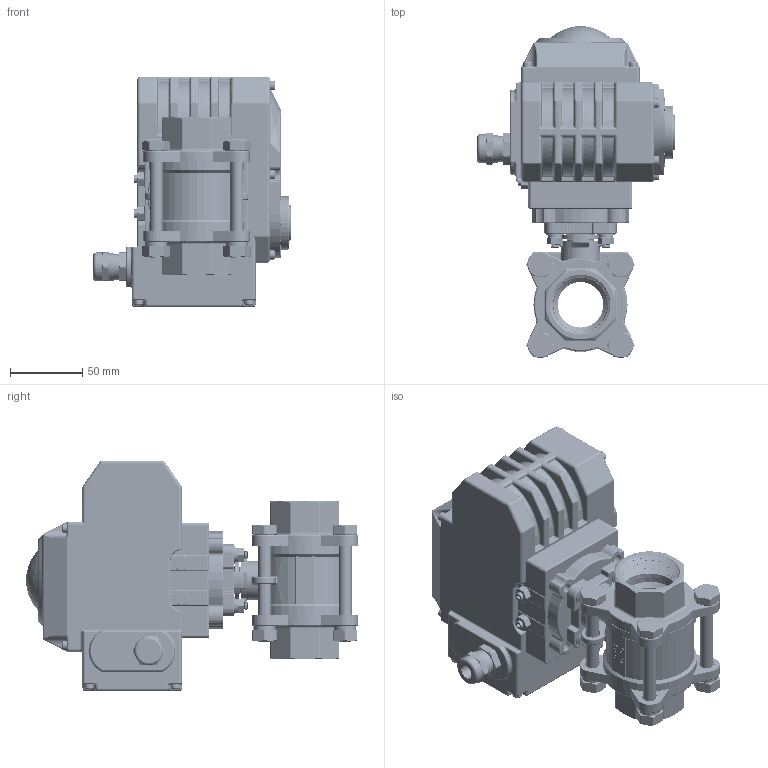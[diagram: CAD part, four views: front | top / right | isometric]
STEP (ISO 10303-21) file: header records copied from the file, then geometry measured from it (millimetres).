
FILE_DESCRIPTION (( 'STEP AP214' ), '1' );
FILE_NAME ('E1-1-4.STEP', '2019-02-14T17:47:00', ( '' ), ( '' ), 'SwSTEP 2.0', 'SolidWorks 2016', '' );
FILE_SCHEMA (( 'AUTOMOTIVE_DESIGN' ));
Length unit declared in the file: millimetre
Products named in the file (1): E1-1-4
Bounding box: 137.25 x 230.48 x 160 mm (x, y, z)
Volume: 1580605 mm3; surface area: 225124.6 mm2
Topology: 46 solids, 46 shells, 3481 faces, 9124 edges, 5733 vertices
Faces by surface type: cylinder 1344, plane 928, bspline 423, cone 354, torus 277, sphere 155
Entity records: 235696 total; most frequent: CARTESIAN_POINT 117926, ORIENTED_EDGE 17972, DIRECTION 14997, EDGE_CURVE 8986, AXIS2_PLACEMENT_3D 5773, VERTEX_POINT 5732, EDGE_LOOP 3708, UNCERTAINTY_MEASURE_WITH_UNIT 3529
